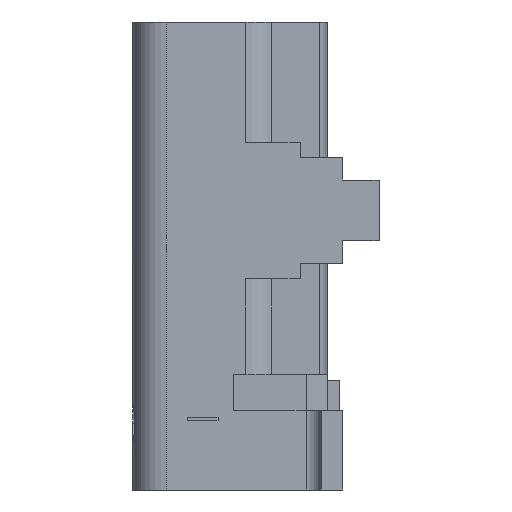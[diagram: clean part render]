
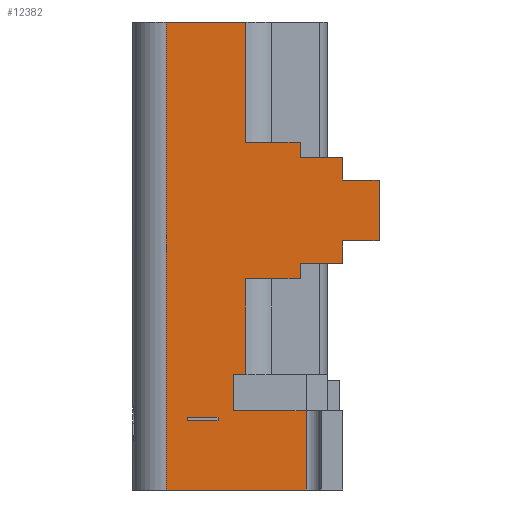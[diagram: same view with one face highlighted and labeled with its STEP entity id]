
A CAD part, left-side view. The second image highlights one B-rep face of the part: STEP entity #12382.
In plain terms, the highlighted planar face has unit normal (-1, 0, 0).
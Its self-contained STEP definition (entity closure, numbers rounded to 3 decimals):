
#122=DIRECTION('',(0.,-1.,0.));
#123=VECTOR('',#122,1.307);
#124=CARTESIAN_POINT('',(-5.6,1.05,0.));
#125=LINE('',#124,#123);
#1816=DIRECTION('',(0.,0.,1.));
#1817=VECTOR('',#1816,1.3);
#1818=CARTESIAN_POINT('',(-5.6,-1.25,-7.7));
#1819=LINE('',#1818,#1817);
#1820=DIRECTION('',(0.,0.,1.));
#1821=VECTOR('',#1820,0.05);
#1822=CARTESIAN_POINT('',(-5.6,0.7,-6.55));
#1823=LINE('',#1822,#1821);
#1824=DIRECTION('',(0.,0.,1.));
#1825=VECTOR('',#1824,0.05);
#1826=CARTESIAN_POINT('',(-5.6,0.2,-6.55));
#1827=LINE('',#1826,#1825);
#1828=DIRECTION('',(0.,-1.,0.));
#1829=VECTOR('',#1828,0.5);
#1830=CARTESIAN_POINT('',(-5.6,0.7,-6.5));
#1831=LINE('',#1830,#1829);
#1832=DIRECTION('',(0.,0.,1.));
#1833=VECTOR('',#1832,0.6);
#1834=CARTESIAN_POINT('',(-5.6,-0.05,-6.4));
#1835=LINE('',#1834,#1833);
#1836=DIRECTION('',(0.,1.,0.));
#1837=VECTOR('',#1836,2.3);
#1838=CARTESIAN_POINT('',(-5.6,-1.25,-7.7));
#1839=LINE('',#1838,#1837);
#1840=DIRECTION('',(0.,0.,-1.));
#1841=VECTOR('',#1840,7.7);
#1842=CARTESIAN_POINT('',(-5.6,1.05,0.));
#1843=LINE('',#1842,#1841);
#1844=DIRECTION('',(0.,-1.,0.));
#1845=VECTOR('',#1844,0.893);
#1846=CARTESIAN_POINT('',(-5.6,-0.257,-1.975));
#1847=LINE('',#1846,#1845);
#1848=DIRECTION('',(0.,0.,-1.));
#1849=VECTOR('',#1848,0.25);
#1850=CARTESIAN_POINT('',(-5.6,-1.15,-1.975));
#1851=LINE('',#1850,#1849);
#1852=DIRECTION('',(0.,-1.,0.));
#1853=VECTOR('',#1852,0.7);
#1854=CARTESIAN_POINT('',(-5.6,-1.15,-2.225));
#1855=LINE('',#1854,#1853);
#1856=DIRECTION('',(0.,0.,-1.));
#1857=VECTOR('',#1856,0.375);
#1858=CARTESIAN_POINT('',(-5.6,-1.85,-2.225));
#1859=LINE('',#1858,#1857);
#1860=DIRECTION('',(0.,-1.,0.));
#1861=VECTOR('',#1860,0.6);
#1862=CARTESIAN_POINT('',(-5.6,-1.85,-2.6));
#1863=LINE('',#1862,#1861);
#1864=DIRECTION('',(0.,0.,-1.));
#1865=VECTOR('',#1864,1.);
#1866=CARTESIAN_POINT('',(-5.6,-2.45,-2.6));
#1867=LINE('',#1866,#1865);
#1868=DIRECTION('',(0.,1.,0.));
#1869=VECTOR('',#1868,0.6);
#1870=CARTESIAN_POINT('',(-5.6,-2.45,-3.6));
#1871=LINE('',#1870,#1869);
#1872=DIRECTION('',(0.,0.,-1.));
#1873=VECTOR('',#1872,0.375);
#1874=CARTESIAN_POINT('',(-5.6,-1.85,-3.6));
#1875=LINE('',#1874,#1873);
#1876=DIRECTION('',(0.,1.,0.));
#1877=VECTOR('',#1876,0.7);
#1878=CARTESIAN_POINT('',(-5.6,-1.85,-3.975));
#1879=LINE('',#1878,#1877);
#1880=DIRECTION('',(0.,0.,-1.));
#1881=VECTOR('',#1880,0.25);
#1882=CARTESIAN_POINT('',(-5.6,-1.15,-3.975));
#1883=LINE('',#1882,#1881);
#1884=DIRECTION('',(0.,1.,0.));
#1885=VECTOR('',#1884,0.893);
#1886=CARTESIAN_POINT('',(-5.6,-1.15,-4.225));
#1887=LINE('',#1886,#1885);
#1888=DIRECTION('',(0.,1.,0.));
#1889=VECTOR('',#1888,0.207);
#1890=CARTESIAN_POINT('',(-5.6,-0.257,-5.8));
#1891=LINE('',#1890,#1889);
#1908=DIRECTION('',(0.,1.,0.));
#1909=VECTOR('',#1908,0.5);
#1910=CARTESIAN_POINT('',(-5.6,0.2,-6.55));
#1911=LINE('',#1910,#1909);
#2043=DIRECTION('',(0.,0.,-1.));
#2044=VECTOR('',#2043,1.975);
#2045=CARTESIAN_POINT('',(-5.6,-0.257,0.));
#2046=LINE('',#2045,#2044);
#2057=DIRECTION('',(0.,0.,-1.));
#2058=VECTOR('',#2057,1.575);
#2059=CARTESIAN_POINT('',(-5.6,-0.257,-4.225));
#2060=LINE('',#2059,#2058);
#7844=DIRECTION('',(0.,-1.,0.));
#7845=VECTOR('',#7844,1.2);
#7846=CARTESIAN_POINT('',(-5.6,-0.05,-6.4));
#7847=LINE('',#7846,#7845);
#8301=CARTESIAN_POINT('',(-5.6,1.05,0.));
#8303=VERTEX_POINT('',#8301);
#8304=CARTESIAN_POINT('',(-5.6,-0.257,0.));
#8305=VERTEX_POINT('',#8304);
#8349=CARTESIAN_POINT('',(-5.6,1.05,-7.7));
#8351=VERTEX_POINT('',#8349);
#8476=CARTESIAN_POINT('',(-5.6,-0.257,-5.8));
#8477=CARTESIAN_POINT('',(-5.6,-0.05,-5.8));
#8478=VERTEX_POINT('',#8476);
#8479=VERTEX_POINT('',#8477);
#8576=CARTESIAN_POINT('',(-5.6,0.7,-6.5));
#8577=CARTESIAN_POINT('',(-5.6,0.2,-6.5));
#8578=VERTEX_POINT('',#8576);
#8579=VERTEX_POINT('',#8577);
#8628=CARTESIAN_POINT('',(-5.6,-1.15,-1.975));
#8629=CARTESIAN_POINT('',(-5.6,-1.15,-2.225));
#8630=VERTEX_POINT('',#8628);
#8631=VERTEX_POINT('',#8629);
#8632=CARTESIAN_POINT('',(-5.6,-1.85,-2.225));
#8633=VERTEX_POINT('',#8632);
#8634=CARTESIAN_POINT('',(-5.6,-1.85,-2.6));
#8635=VERTEX_POINT('',#8634);
#8636=CARTESIAN_POINT('',(-5.6,-2.45,-2.6));
#8637=VERTEX_POINT('',#8636);
#8638=CARTESIAN_POINT('',(-5.6,-2.45,-3.6));
#8639=VERTEX_POINT('',#8638);
#8640=CARTESIAN_POINT('',(-5.6,-1.85,-3.6));
#8641=VERTEX_POINT('',#8640);
#8642=CARTESIAN_POINT('',(-5.6,-1.85,-3.975));
#8643=VERTEX_POINT('',#8642);
#8644=CARTESIAN_POINT('',(-5.6,-1.15,-3.975));
#8645=VERTEX_POINT('',#8644);
#8646=CARTESIAN_POINT('',(-5.6,-1.15,-4.225));
#8647=VERTEX_POINT('',#8646);
#8668=CARTESIAN_POINT('',(-5.6,-0.257,-1.975));
#8670=VERTEX_POINT('',#8668);
#8672=CARTESIAN_POINT('',(-5.6,-0.257,-4.225));
#8674=VERTEX_POINT('',#8672);
#8692=CARTESIAN_POINT('',(-5.6,-1.25,-7.7));
#8694=VERTEX_POINT('',#8692);
#8716=CARTESIAN_POINT('',(-5.6,-1.25,-6.4));
#8718=VERTEX_POINT('',#8716);
#8728=CARTESIAN_POINT('',(-5.6,-0.05,-6.4));
#8730=VERTEX_POINT('',#8728);
#8912=CARTESIAN_POINT('',(-5.6,0.7,-6.55));
#8913=VERTEX_POINT('',#8912);
#8916=CARTESIAN_POINT('',(-5.6,0.2,-6.55));
#8917=VERTEX_POINT('',#8916);
#12329=CARTESIAN_POINT('',(-5.6,1.05,0.));
#12330=DIRECTION('',(-1.,0.,0.));
#12331=DIRECTION('',(0.,-1.,0.));
#12332=AXIS2_PLACEMENT_3D('',#12329,#12330,#12331);
#12333=PLANE('',#12332);
#12335=ORIENTED_EDGE('',*,*,#12334,.F.);
#12337=ORIENTED_EDGE('',*,*,#12336,.T.);
#12338=ORIENTED_EDGE('',*,*,#12321,.F.);
#12339=ORIENTED_EDGE('',*,*,#11060,.T.);
#12340=ORIENTED_EDGE('',*,*,#10861,.F.);
#12341=ORIENTED_EDGE('',*,*,#10816,.T.);
#12343=ORIENTED_EDGE('',*,*,#12342,.T.);
#12345=ORIENTED_EDGE('',*,*,#12344,.T.);
#12347=ORIENTED_EDGE('',*,*,#12346,.T.);
#12349=ORIENTED_EDGE('',*,*,#12348,.T.);
#12351=ORIENTED_EDGE('',*,*,#12350,.T.);
#12353=ORIENTED_EDGE('',*,*,#12352,.T.);
#12355=ORIENTED_EDGE('',*,*,#12354,.T.);
#12357=ORIENTED_EDGE('',*,*,#12356,.T.);
#12359=ORIENTED_EDGE('',*,*,#12358,.T.);
#12361=ORIENTED_EDGE('',*,*,#12360,.T.);
#12363=ORIENTED_EDGE('',*,*,#12362,.T.);
#12365=ORIENTED_EDGE('',*,*,#12364,.T.);
#12367=ORIENTED_EDGE('',*,*,#12366,.T.);
#12369=ORIENTED_EDGE('',*,*,#12368,.T.);
#12370=EDGE_LOOP('',(#12335,#12337,#12338,#12339,#12340,#12341,#12343,#12345,
#12347,#12349,#12351,#12353,#12355,#12357,#12359,#12361,#12363,#12365,#12367,
#12369));
#12371=FACE_OUTER_BOUND('',#12370,.F.);
#12373=ORIENTED_EDGE('',*,*,#12372,.F.);
#12375=ORIENTED_EDGE('',*,*,#12374,.F.);
#12377=ORIENTED_EDGE('',*,*,#12376,.T.);
#12379=ORIENTED_EDGE('',*,*,#12378,.F.);
#12380=EDGE_LOOP('',(#12373,#12375,#12377,#12379));
#12381=FACE_BOUND('',#12380,.F.);
#12382=ADVANCED_FACE('',(#12371,#12381),#12333,.T.);
#10816=EDGE_CURVE('',#8303,#8305,#125,.T.);
#10861=EDGE_CURVE('',#8303,#8351,#1843,.T.);
#11060=EDGE_CURVE('',#8694,#8351,#1839,.T.);
#12321=EDGE_CURVE('',#8694,#8718,#1819,.T.);
#12334=EDGE_CURVE('',#8730,#8479,#1835,.T.);
#12336=EDGE_CURVE('',#8730,#8718,#7847,.T.);
#12342=EDGE_CURVE('',#8305,#8670,#2046,.T.);
#12344=EDGE_CURVE('',#8670,#8630,#1847,.T.);
#12346=EDGE_CURVE('',#8630,#8631,#1851,.T.);
#12348=EDGE_CURVE('',#8631,#8633,#1855,.T.);
#12350=EDGE_CURVE('',#8633,#8635,#1859,.T.);
#12352=EDGE_CURVE('',#8635,#8637,#1863,.T.);
#12354=EDGE_CURVE('',#8637,#8639,#1867,.T.);
#12356=EDGE_CURVE('',#8639,#8641,#1871,.T.);
#12358=EDGE_CURVE('',#8641,#8643,#1875,.T.);
#12360=EDGE_CURVE('',#8643,#8645,#1879,.T.);
#12362=EDGE_CURVE('',#8645,#8647,#1883,.T.);
#12364=EDGE_CURVE('',#8647,#8674,#1887,.T.);
#12366=EDGE_CURVE('',#8674,#8478,#2060,.T.);
#12368=EDGE_CURVE('',#8478,#8479,#1891,.T.);
#12372=EDGE_CURVE('',#8913,#8578,#1823,.T.);
#12374=EDGE_CURVE('',#8917,#8913,#1911,.T.);
#12376=EDGE_CURVE('',#8917,#8579,#1827,.T.);
#12378=EDGE_CURVE('',#8578,#8579,#1831,.T.);
